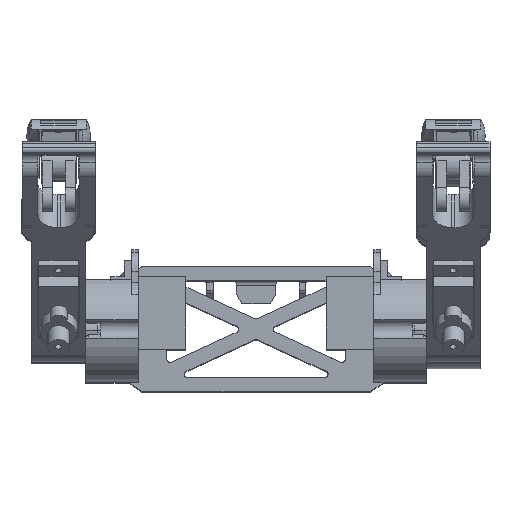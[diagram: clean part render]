
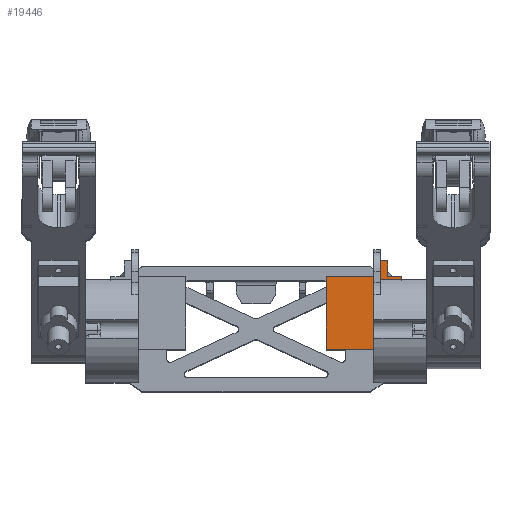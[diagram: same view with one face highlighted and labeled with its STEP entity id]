
A CAD part, top view. The second image highlights one B-rep face of the part: STEP entity #19446.
In plain terms, the highlighted face is planar.
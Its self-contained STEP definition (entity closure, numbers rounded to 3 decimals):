
#1318 = ORIENTED_EDGE ( 'NONE', *, *, #11482, .F. ) ;
#1401 = LINE ( 'NONE', #24960, #22871 ) ;
#1743 = LINE ( 'NONE', #5432, #24150 ) ;
#1878 = VECTOR ( 'NONE', #6459, 1000. ) ;
#2265 = DIRECTION ( 'NONE',  ( 0., 1., 0. ) ) ;
#2502 = VECTOR ( 'NONE', #11521, 1000. ) ;
#2714 = CARTESIAN_POINT ( 'NONE',  ( 11.4, 16.99, -6.225 ) ) ;
#3394 = DIRECTION ( 'NONE',  ( 0., 1., 0. ) ) ;
#3490 = CARTESIAN_POINT ( 'NONE',  ( -16.35, 16.99, -6.225 ) ) ;
#4003 = VERTEX_POINT ( 'NONE', #16626 ) ;
#4040 = ORIENTED_EDGE ( 'NONE', *, *, #9634, .F. ) ;
#4292 = LINE ( 'NONE', #6422, #8864 ) ;
#4516 = EDGE_CURVE ( 'NONE', #22140, #8405, #1401, .T. ) ;
#4991 = CARTESIAN_POINT ( 'NONE',  ( 16.35, 23.6, -6.225 ) ) ;
#5103 = EDGE_CURVE ( 'NONE', #27149, #24092, #15921, .T. ) ;
#5134 = CARTESIAN_POINT ( 'NONE',  ( -11.4, 16.99, -6.225 ) ) ;
#5432 = CARTESIAN_POINT ( 'NONE',  ( 11.4, 19.37, -6.225 ) ) ;
#5536 = CARTESIAN_POINT ( 'NONE',  ( -16.35, 0., -6.225 ) ) ;
#5982 = CARTESIAN_POINT ( 'NONE',  ( 16.35, 16.99, -6.225 ) ) ;
#6247 = CARTESIAN_POINT ( 'NONE',  ( 16.35, 19.37, -6.225 ) ) ;
#6253 = CARTESIAN_POINT ( 'NONE',  ( 0., 0., -6.225 ) ) ;
#6422 = CARTESIAN_POINT ( 'NONE',  ( -11.4, 19.37, -6.225 ) ) ;
#6459 = DIRECTION ( 'NONE',  ( 1., 0., 0. ) ) ;
#7076 = CARTESIAN_POINT ( 'NONE',  ( 11.4, 23.6, -6.225 ) ) ;
#7579 = ORIENTED_EDGE ( 'NONE', *, *, #5103, .F. ) ;
#8246 = DIRECTION ( 'NONE',  ( 1., 0., 0. ) ) ;
#8323 = DIRECTION ( 'NONE',  ( 0., -1., 0. ) ) ;
#8353 = LINE ( 'NONE', #13046, #12893 ) ;
#8405 = VERTEX_POINT ( 'NONE', #15466 ) ;
#8532 = DIRECTION ( 'NONE',  ( 0., 0., 1. ) ) ;
#8538 = CARTESIAN_POINT ( 'NONE',  ( -11.4, 16.99, -6.225 ) ) ;
#8864 = VECTOR ( 'NONE', #19482, 1000. ) ;
#9359 = EDGE_CURVE ( 'NONE', #15737, #4003, #12096, .T. ) ;
#9634 = EDGE_CURVE ( 'NONE', #25807, #14833, #4292, .T. ) ;
#9838 = DIRECTION ( 'NONE',  ( 0., 1., 0. ) ) ;
#10169 = ORIENTED_EDGE ( 'NONE', *, *, #10559, .F. ) ;
#10559 = EDGE_CURVE ( 'NONE', #8405, #27149, #1743, .T. ) ;
#10619 = CARTESIAN_POINT ( 'NONE',  ( 11.4, 0., -6.225 ) ) ;
#10719 = LINE ( 'NONE', #28021, #1878 ) ;
#11092 = ORIENTED_EDGE ( 'NONE', *, *, #11391, .F. ) ;
#11186 = CARTESIAN_POINT ( 'NONE',  ( -11.4, 19.37, -6.225 ) ) ;
#11360 = ORIENTED_EDGE ( 'NONE', *, *, #21571, .F. ) ;
#11391 = EDGE_CURVE ( 'NONE', #14833, #19798, #18280, .T. ) ;
#11446 = VERTEX_POINT ( 'NONE', #10619 ) ;
#11482 = EDGE_CURVE ( 'NONE', #19798, #15737, #8353, .T. ) ;
#11521 = DIRECTION ( 'NONE',  ( 0., -1., 0. ) ) ;
#11749 = VECTOR ( 'NONE', #2265, 1000. ) ;
#11755 = DIRECTION ( 'NONE',  ( 0., -1., 0. ) ) ;
#12096 = LINE ( 'NONE', #5134, #2502 ) ;
#12614 = EDGE_CURVE ( 'NONE', #11446, #15472, #27500, .T. ) ;
#12893 = VECTOR ( 'NONE', #21407, 1000. ) ;
#13046 = CARTESIAN_POINT ( 'NONE',  ( -16.35, 16.99, -6.225 ) ) ;
#13212 = PLANE ( 'NONE',  #16557 ) ;
#13411 = VECTOR ( 'NONE', #8323, 1000. ) ;
#14066 = DIRECTION ( 'NONE',  ( 1., 0., 0. ) ) ;
#14596 = ORIENTED_EDGE ( 'NONE', *, *, #27822, .F. ) ;
#14833 = VERTEX_POINT ( 'NONE', #17999 ) ;
#15466 = CARTESIAN_POINT ( 'NONE',  ( 11.4, 19.37, -6.225 ) ) ;
#15472 = VERTEX_POINT ( 'NONE', #2714 ) ;
#15737 = VERTEX_POINT ( 'NONE', #8538 ) ;
#15921 = LINE ( 'NONE', #4991, #19190 ) ;
#16050 = DIRECTION ( 'NONE',  ( -1., 0., 0. ) ) ;
#16557 = AXIS2_PLACEMENT_3D ( 'NONE', #6253, #8532, #8246 ) ;
#16626 = CARTESIAN_POINT ( 'NONE',  ( -11.4, 0., -6.225 ) ) ;
#16969 = CARTESIAN_POINT ( 'NONE',  ( -11.4, 23.6, -6.225 ) ) ;
#17314 = LINE ( 'NONE', #19307, #11749 ) ;
#17783 = ORIENTED_EDGE ( 'NONE', *, *, #19305, .F. ) ;
#17999 = CARTESIAN_POINT ( 'NONE',  ( -16.35, 19.37, -6.225 ) ) ;
#18280 = LINE ( 'NONE', #20975, #20561 ) ;
#18887 = ORIENTED_EDGE ( 'NONE', *, *, #25846, .F. ) ;
#19190 = VECTOR ( 'NONE', #16050, 1000. ) ;
#19305 = EDGE_CURVE ( 'NONE', #4003, #11446, #25413, .T. ) ;
#19307 = CARTESIAN_POINT ( 'NONE',  ( 16.35, 0., -6.225 ) ) ;
#19446 = ADVANCED_FACE ( 'NONE', ( #25691 ), #13212, .F. ) ;
#19482 = DIRECTION ( 'NONE',  ( -1., 0., 0. ) ) ;
#19798 = VERTEX_POINT ( 'NONE', #3490 ) ;
#19885 = CARTESIAN_POINT ( 'NONE',  ( -11.4, 23.6, -6.225 ) ) ;
#20561 = VECTOR ( 'NONE', #11755, 1000. ) ;
#20855 = ORIENTED_EDGE ( 'NONE', *, *, #9359, .F. ) ;
#20975 = CARTESIAN_POINT ( 'NONE',  ( -16.35, 23.6, -6.225 ) ) ;
#21071 = ORIENTED_EDGE ( 'NONE', *, *, #4516, .F. ) ;
#21407 = DIRECTION ( 'NONE',  ( 1., 0., 0. ) ) ;
#21571 = EDGE_CURVE ( 'NONE', #24092, #25807, #28033, .T. ) ;
#22140 = VERTEX_POINT ( 'NONE', #6247 ) ;
#22824 = CARTESIAN_POINT ( 'NONE',  ( 11.4, 0., -6.225 ) ) ;
#22848 = EDGE_LOOP ( 'NONE', ( #17783, #20855, #1318, #11092, #4040, #11360, #7579, #10169, #21071, #18887, #14596, #24184 ) ) ;
#22871 = VECTOR ( 'NONE', #22965, 1000. ) ;
#22965 = DIRECTION ( 'NONE',  ( -1., 0., 0. ) ) ;
#24092 = VERTEX_POINT ( 'NONE', #16969 ) ;
#24150 = VECTOR ( 'NONE', #9838, 1000. ) ;
#24184 = ORIENTED_EDGE ( 'NONE', *, *, #12614, .F. ) ;
#24237 = VECTOR ( 'NONE', #14066, 1000. ) ;
#24828 = VERTEX_POINT ( 'NONE', #5982 ) ;
#24960 = CARTESIAN_POINT ( 'NONE',  ( 16.35, 19.37, -6.225 ) ) ;
#25413 = LINE ( 'NONE', #5536, #24237 ) ;
#25691 = FACE_OUTER_BOUND ( 'NONE', #22848, .T. ) ;
#25739 = VECTOR ( 'NONE', #3394, 1000. ) ;
#25807 = VERTEX_POINT ( 'NONE', #11186 ) ;
#25846 = EDGE_CURVE ( 'NONE', #24828, #22140, #17314, .T. ) ;
#27149 = VERTEX_POINT ( 'NONE', #7076 ) ;
#27500 = LINE ( 'NONE', #22824, #25739 ) ;
#27822 = EDGE_CURVE ( 'NONE', #15472, #24828, #10719, .T. ) ;
#28021 = CARTESIAN_POINT ( 'NONE',  ( 11.4, 16.99, -6.225 ) ) ;
#28033 = LINE ( 'NONE', #19885, #13411 ) ;
